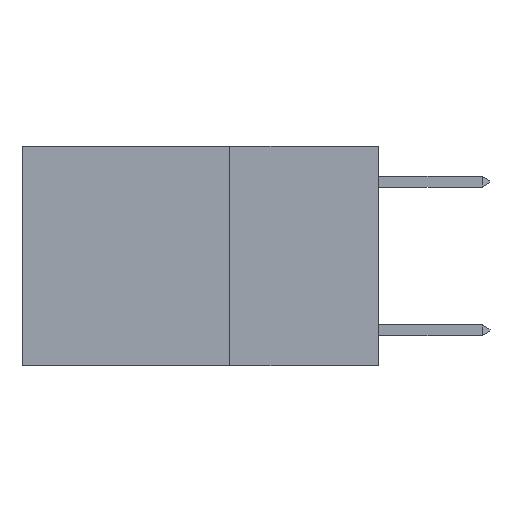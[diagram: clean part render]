
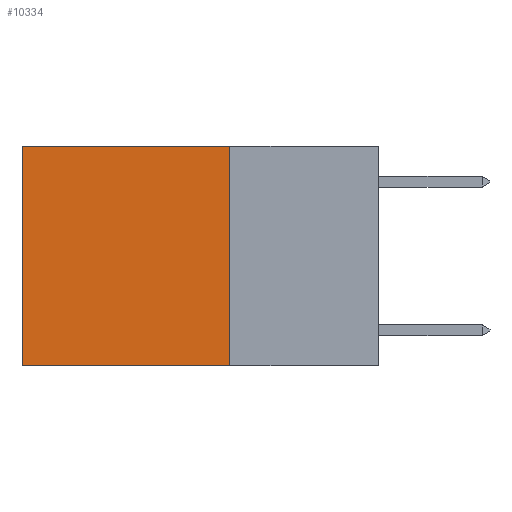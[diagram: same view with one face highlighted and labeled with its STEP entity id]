
A CAD part, left-side view. The second image highlights one B-rep face of the part: STEP entity #10334.
In plain terms, the highlighted planar face has unit normal (-1, 0, 0).
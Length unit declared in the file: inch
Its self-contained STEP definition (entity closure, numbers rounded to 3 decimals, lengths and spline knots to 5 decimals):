
#383 = CARTESIAN_POINT ( 'NONE',  ( 0.2625, 0.25, -0.37 ) ) ;
#409 = CARTESIAN_POINT ( 'NONE',  ( 0.2625, 0.6, -0.37 ) ) ;
#607 = CARTESIAN_POINT ( 'NONE',  ( 0.2625, 0.25, 0. ) ) ;
#744 = DIRECTION ( 'NONE',  ( 0., 0., -1. ) ) ;
#766 = CARTESIAN_POINT ( 'NONE',  ( 0.2625, 0.25, 0. ) ) ;
#1269 = VECTOR ( 'NONE', #9750, 39.37008 ) ;
#2171 = EDGE_CURVE ( 'NONE', #9328, #8798, #3704, .T. ) ;
#2645 = CARTESIAN_POINT ( 'NONE',  ( 0.2625, 0.25, 0. ) ) ;
#2700 = LINE ( 'NONE', #11779, #9814 ) ;
#2786 = EDGE_LOOP ( 'NONE', ( #9907, #9267, #8378, #6843 ) ) ;
#3439 = DIRECTION ( 'NONE',  ( 0., 1., 0. ) ) ;
#3502 = EDGE_CURVE ( 'NONE', #6661, #8798, #2700, .T. ) ;
#3557 = DIRECTION ( 'NONE',  ( 0., 0., -1. ) ) ;
#3704 = LINE ( 'NONE', #383, #1269 ) ;
#4309 = CARTESIAN_POINT ( 'NONE',  ( 0.2625, 0.25, 0. ) ) ;
#4326 = VECTOR ( 'NONE', #3557, 39.37008 ) ;
#5259 = DIRECTION ( 'NONE',  ( 1., 0., 0. ) ) ;
#6528 = EDGE_CURVE ( 'NONE', #8942, #6661, #10165, .T. ) ;
#6584 = EDGE_CURVE ( 'NONE', #8942, #9328, #11660, .T. ) ;
#6661 = VERTEX_POINT ( 'NONE', #9233 ) ;
#6843 = ORIENTED_EDGE ( 'NONE', *, *, #6528, .T. ) ;
#7117 = FACE_OUTER_BOUND ( 'NONE', #2786, .T. ) ;
#7731 = CARTESIAN_POINT ( 'NONE',  ( 0.2625, 0.25, -0.37 ) ) ;
#7744 = VECTOR ( 'NONE', #3439, 39.37008 ) ;
#8378 = ORIENTED_EDGE ( 'NONE', *, *, #6584, .F. ) ;
#8798 = VERTEX_POINT ( 'NONE', #409 ) ;
#8942 = VERTEX_POINT ( 'NONE', #766 ) ;
#9207 = AXIS2_PLACEMENT_3D ( 'NONE', #4309, #5259, #11664 ) ;
#9233 = CARTESIAN_POINT ( 'NONE',  ( 0.2625, 0.6, 0. ) ) ;
#9267 = ORIENTED_EDGE ( 'NONE', *, *, #2171, .F. ) ;
#9328 = VERTEX_POINT ( 'NONE', #7731 ) ;
#9750 = DIRECTION ( 'NONE',  ( 0., 1., 0. ) ) ;
#9814 = VECTOR ( 'NONE', #744, 39.37008 ) ;
#9907 = ORIENTED_EDGE ( 'NONE', *, *, #3502, .T. ) ;
#9912 = PLANE ( 'NONE',  #9207 ) ;
#10165 = LINE ( 'NONE', #607, #7744 ) ;
#10334 = ADVANCED_FACE ( 'NONE', ( #7117 ), #9912, .F. ) ;
#11660 = LINE ( 'NONE', #2645, #4326 ) ;
#11664 = DIRECTION ( 'NONE',  ( 0., 0., -1. ) ) ;
#11779 = CARTESIAN_POINT ( 'NONE',  ( 0.2625, 0.6, 0. ) ) ;
